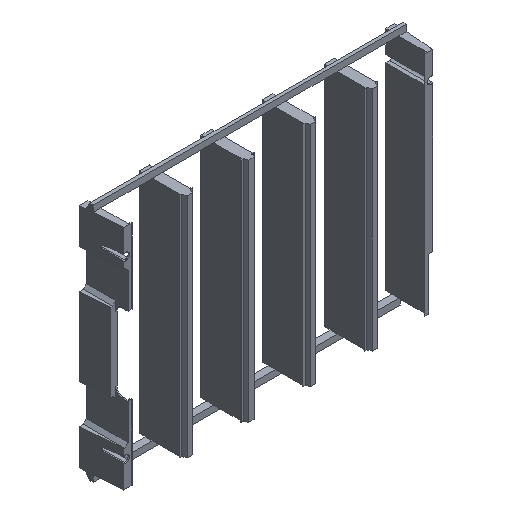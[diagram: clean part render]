
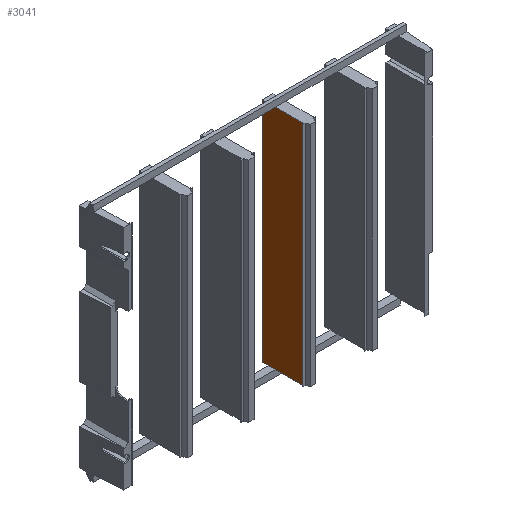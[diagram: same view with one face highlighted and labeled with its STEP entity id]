
A CAD part, isometric view. The second image highlights one B-rep face of the part: STEP entity #3041.
In plain terms, the highlighted planar face has unit normal (-1, 0, 0).
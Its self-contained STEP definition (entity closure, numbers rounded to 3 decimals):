
#72=FACE_OUTER_BOUND('',#223,.T.);
#223=EDGE_LOOP('',(#2142,#2143,#2144,#2145,#2146,#2147,#2148,#2149));
#378=LINE('',#4212,#811);
#390=LINE('',#4236,#823);
#493=LINE('',#4455,#926);
#494=LINE('',#4457,#927);
#495=LINE('',#4459,#928);
#496=LINE('',#4461,#929);
#497=LINE('',#4463,#930);
#498=LINE('',#4464,#931);
#811=VECTOR('',#3410,10.);
#823=VECTOR('',#3426,10.);
#926=VECTOR('',#3579,10.);
#927=VECTOR('',#3580,10.);
#928=VECTOR('',#3581,10.);
#929=VECTOR('',#3582,10.);
#930=VECTOR('',#3583,10.);
#931=VECTOR('',#3584,10.);
#1238=VERTEX_POINT('',#4209);
#1239=VERTEX_POINT('',#4211);
#1249=VERTEX_POINT('',#4235);
#1340=VERTEX_POINT('',#4454);
#1341=VERTEX_POINT('',#4456);
#1342=VERTEX_POINT('',#4458);
#1343=VERTEX_POINT('',#4460);
#1344=VERTEX_POINT('',#4462);
#1534=EDGE_CURVE('',#1239,#1238,#378,.T.);
#1546=EDGE_CURVE('',#1239,#1249,#390,.T.);
#1653=EDGE_CURVE('',#1249,#1340,#493,.T.);
#1654=EDGE_CURVE('',#1238,#1341,#494,.T.);
#1655=EDGE_CURVE('',#1341,#1342,#495,.T.);
#1656=EDGE_CURVE('',#1343,#1342,#496,.T.);
#1657=EDGE_CURVE('',#1344,#1343,#497,.T.);
#1658=EDGE_CURVE('',#1340,#1344,#498,.T.);
#2142=ORIENTED_EDGE('',*,*,#1653,.F.);
#2143=ORIENTED_EDGE('',*,*,#1546,.F.);
#2144=ORIENTED_EDGE('',*,*,#1534,.T.);
#2145=ORIENTED_EDGE('',*,*,#1654,.T.);
#2146=ORIENTED_EDGE('',*,*,#1655,.T.);
#2147=ORIENTED_EDGE('',*,*,#1656,.F.);
#2148=ORIENTED_EDGE('',*,*,#1657,.F.);
#2149=ORIENTED_EDGE('',*,*,#1658,.F.);
#2895=PLANE('',#3219);
#3041=ADVANCED_FACE('',(#72),#2895,.T.);
#3219=AXIS2_PLACEMENT_3D('',#4453,#3577,#3578);
#3410=DIRECTION('',(0.,1.,0.));
#3426=DIRECTION('',(0.,0.,-1.));
#3577=DIRECTION('center_axis',(-1.,0.,0.));
#3578=DIRECTION('ref_axis',(0.,0.,1.));
#3579=DIRECTION('',(0.,1.,0.));
#3580=DIRECTION('',(0.,1.,0.));
#3581=DIRECTION('',(0.,1.,0.));
#3582=DIRECTION('',(0.,0.,1.));
#3583=DIRECTION('',(0.,1.,0.));
#3584=DIRECTION('',(0.,1.,0.));
#4209=CARTESIAN_POINT('',(56.5,8.,0.));
#4211=CARTESIAN_POINT('',(56.5,-0.4,0.));
#4212=CARTESIAN_POINT('',(56.5,0.,0.));
#4235=CARTESIAN_POINT('',(56.5,-0.4,-70.));
#4236=CARTESIAN_POINT('',(56.5,-0.4,-52.5));
#4453=CARTESIAN_POINT('Origin',(56.5,-0.4,-70.));
#4454=CARTESIAN_POINT('',(56.5,8.,-70.));
#4455=CARTESIAN_POINT('',(56.5,0.,-70.));
#4456=CARTESIAN_POINT('',(56.5,10.155,0.));
#4457=CARTESIAN_POINT('',(56.5,0.,0.));
#4458=CARTESIAN_POINT('',(56.5,12.,0.));
#4459=CARTESIAN_POINT('',(56.5,0.,0.));
#4460=CARTESIAN_POINT('',(56.5,12.,-70.));
#4461=CARTESIAN_POINT('',(56.5,12.,-70.));
#4462=CARTESIAN_POINT('',(56.5,10.155,-70.));
#4463=CARTESIAN_POINT('',(56.5,0.,-70.));
#4464=CARTESIAN_POINT('',(56.5,0.,-70.));
